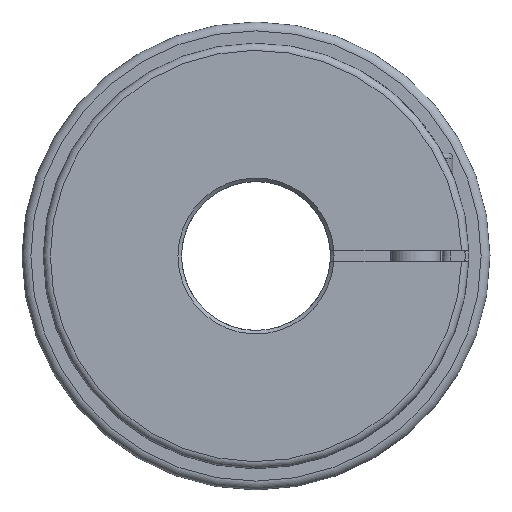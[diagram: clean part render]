
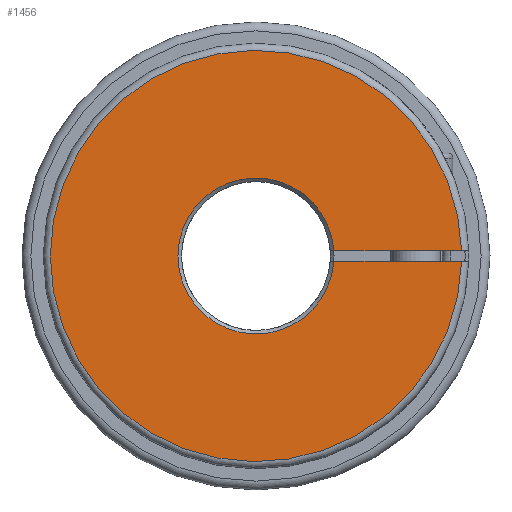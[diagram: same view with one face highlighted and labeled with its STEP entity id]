
A CAD part, left-side view. The second image highlights one B-rep face of the part: STEP entity #1456.
In plain terms, the highlighted planar face has unit normal (-1, 0, 0).
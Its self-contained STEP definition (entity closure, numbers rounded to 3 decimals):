
#119=LINE('',#2237,#199);
#122=LINE('',#2261,#202);
#199=VECTOR('',#1714,1000.);
#202=VECTOR('',#1721,1000.);
#518=ORIENTED_EDGE('',*,*,#668,.F.);
#519=ORIENTED_EDGE('',*,*,#770,.T.);
#520=ORIENTED_EDGE('',*,*,#661,.T.);
#521=ORIENTED_EDGE('',*,*,#758,.T.);
#661=EDGE_CURVE('',#846,#845,#119,.T.);
#668=EDGE_CURVE('',#852,#853,#122,.T.);
#758=EDGE_CURVE('',#845,#853,#1002,.T.);
#770=EDGE_CURVE('',#852,#846,#1010,.F.);
#845=VERTEX_POINT('',#2236);
#846=VERTEX_POINT('',#2238);
#852=VERTEX_POINT('',#2260);
#853=VERTEX_POINT('',#2262);
#1002=CIRCLE('',#1620,58.);
#1010=CIRCLE('',#1636,22.);
#1143=EDGE_LOOP('',(#518,#519,#520,#521));
#1298=FACE_BOUND('',#1143,.T.);
#1368=PLANE('',#1635);
#1456=ADVANCED_FACE('',(#1298),#1368,.T.);
#1620=AXIS2_PLACEMENT_3D('',#2663,#1981,#1982);
#1635=AXIS2_PLACEMENT_3D('',#2872,#2011,#2012);
#1636=AXIS2_PLACEMENT_3D('',#2873,#2013,#2014);
#1714=DIRECTION('',(0.,-1.,0.));
#1721=DIRECTION('',(0.,-1.,0.));
#1981=DIRECTION('',(-1.,0.,0.));
#1982=DIRECTION('',(0.,0.,1.));
#2011=DIRECTION('',(-1.,0.,0.));
#2012=DIRECTION('',(0.,0.,1.));
#2013=DIRECTION('',(-1.,0.,0.));
#2014=DIRECTION('',(0.,0.,1.));
#2236=CARTESIAN_POINT('',(-42.934,-57.981,1.5));
#2237=CARTESIAN_POINT('',(-42.934,0.,1.5));
#2238=CARTESIAN_POINT('',(-42.934,-21.949,1.5));
#2260=CARTESIAN_POINT('',(-42.934,-21.949,-1.5));
#2261=CARTESIAN_POINT('',(-42.934,0.,-1.5));
#2262=CARTESIAN_POINT('',(-42.934,-57.981,-1.5));
#2663=CARTESIAN_POINT('',(-42.934,0.,0.));
#2872=CARTESIAN_POINT('',(-42.934,0.,11.5));
#2873=CARTESIAN_POINT('',(-42.934,0.,0.));
